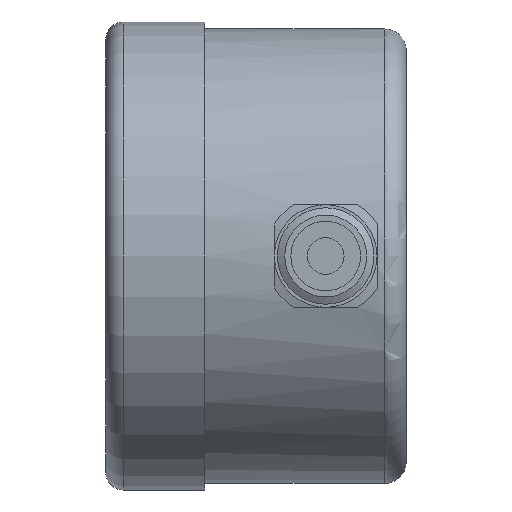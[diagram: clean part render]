
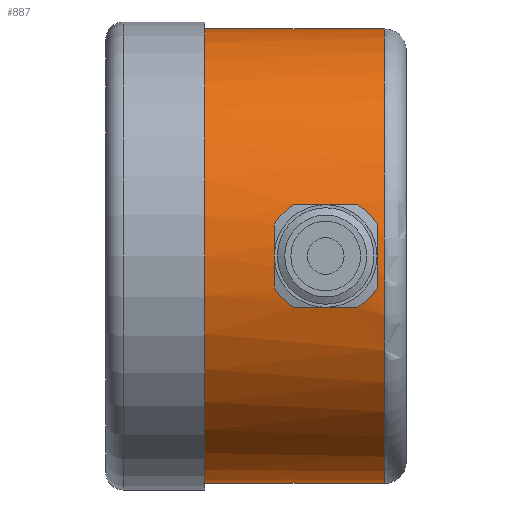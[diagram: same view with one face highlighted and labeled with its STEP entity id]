
A CAD part, left-side view. The second image highlights one B-rep face of the part: STEP entity #887.
In plain terms, the highlighted cylindrical face has radius 31 mm (diameter 62 mm), a full revolution.
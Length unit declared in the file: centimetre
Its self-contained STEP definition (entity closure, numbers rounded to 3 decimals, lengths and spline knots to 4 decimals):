
#68=B_SPLINE_CURVE_WITH_KNOTS('',3,(#1382,#1383,#1384,#1385,#1386,#1387),
 .UNSPECIFIED.,.F.,.F.,(4,2,4),(1.6906,1.8743,2.0581),
 .UNSPECIFIED.);
#69=B_SPLINE_CURVE_WITH_KNOTS('',3,(#1391,#1392,#1393,#1394,#1395,#1396),
 .UNSPECIFIED.,.F.,.F.,(4,2,4),(0.4411,0.6248,0.8086),
 .UNSPECIFIED.);
#70=B_SPLINE_CURVE_WITH_KNOTS('',3,(#1400,#1401,#1402,#1403,#1404,#1405),
 .UNSPECIFIED.,.F.,.F.,(4,2,4),(4.1897,4.3735,4.5573),
 .UNSPECIFIED.);
#71=B_SPLINE_CURVE_WITH_KNOTS('',3,(#1408,#1409,#1410,#1411,#1412,#1413),
 .UNSPECIFIED.,.F.,.F.,(4,2,4),(2.9402,3.124,3.3078),
 .UNSPECIFIED.);
#78=LINE('',#1380,#110);
#79=LINE('',#1398,#111);
#110=VECTOR('',#1088,0.8732);
#111=VECTOR('',#1091,0.8732);
#142=FACE_BOUND('',#224,.T.);
#143=FACE_BOUND('',#225,.T.);
#161=FACE_OUTER_BOUND('',#223,.T.);
#223=EDGE_LOOP('',(#570));
#224=EDGE_LOOP('',(#571));
#225=EDGE_LOOP('',(#572,#573,#574,#575,#576,#577,#578,#579));
#304=CIRCLE('',#952,3.1);
#305=CIRCLE('',#953,3.1);
#306=CIRCLE('',#954,3.1);
#307=CIRCLE('',#955,3.1);
#373=VERTEX_POINT('',#1374);
#374=VERTEX_POINT('',#1376);
#375=VERTEX_POINT('',#1378);
#376=VERTEX_POINT('',#1379);
#377=VERTEX_POINT('',#1381);
#378=VERTEX_POINT('',#1388);
#379=VERTEX_POINT('',#1390);
#380=VERTEX_POINT('',#1397);
#381=VERTEX_POINT('',#1399);
#382=VERTEX_POINT('',#1406);
#451=EDGE_CURVE('',#373,#373,#304,.T.);
#452=EDGE_CURVE('',#374,#374,#305,.T.);
#453=EDGE_CURVE('',#375,#376,#78,.T.);
#454=EDGE_CURVE('',#377,#375,#68,.T.);
#455=EDGE_CURVE('',#378,#377,#306,.T.);
#456=EDGE_CURVE('',#379,#378,#69,.T.);
#457=EDGE_CURVE('',#380,#379,#79,.T.);
#458=EDGE_CURVE('',#381,#380,#70,.T.);
#459=EDGE_CURVE('',#382,#381,#307,.T.);
#460=EDGE_CURVE('',#376,#382,#71,.T.);
#570=ORIENTED_EDGE('',*,*,#451,.F.);
#571=ORIENTED_EDGE('',*,*,#452,.T.);
#572=ORIENTED_EDGE('',*,*,#453,.F.);
#573=ORIENTED_EDGE('',*,*,#454,.F.);
#574=ORIENTED_EDGE('',*,*,#455,.F.);
#575=ORIENTED_EDGE('',*,*,#456,.F.);
#576=ORIENTED_EDGE('',*,*,#457,.F.);
#577=ORIENTED_EDGE('',*,*,#458,.F.);
#578=ORIENTED_EDGE('',*,*,#459,.F.);
#579=ORIENTED_EDGE('',*,*,#460,.F.);
#808=CYLINDRICAL_SURFACE('',#951,3.1);
#887=ADVANCED_FACE('',(#161,#142,#143),#808,.T.);
#951=AXIS2_PLACEMENT_3D('',#1373,#1082,#1083);
#952=AXIS2_PLACEMENT_3D('',#1375,#1084,#1085);
#953=AXIS2_PLACEMENT_3D('',#1377,#1086,#1087);
#954=AXIS2_PLACEMENT_3D('',#1389,#1089,#1090);
#955=AXIS2_PLACEMENT_3D('',#1407,#1092,#1093);
#1082=DIRECTION('center_axis',(0.,1.,0.));
#1083=DIRECTION('ref_axis',(0.,0.,-1.));
#1084=DIRECTION('center_axis',(0.,1.,0.));
#1085=DIRECTION('ref_axis',(0.,0.,-1.));
#1086=DIRECTION('center_axis',(0.,1.,0.));
#1087=DIRECTION('ref_axis',(0.,0.,-1.));
#1088=DIRECTION('',(0.,-1.,0.));
#1089=DIRECTION('center_axis',(0.,-1.,0.));
#1090=DIRECTION('ref_axis',(0.,0.,-1.));
#1091=DIRECTION('',(0.,1.,0.));
#1092=DIRECTION('center_axis',(0.,1.,0.));
#1093=DIRECTION('ref_axis',(0.,0.,-1.));
#1373=CARTESIAN_POINT('Origin',(11.93,0.64,0.));
#1374=CARTESIAN_POINT('',(11.93,1.8,3.1));
#1375=CARTESIAN_POINT('Origin',(11.93,1.8,0.));
#1376=CARTESIAN_POINT('',(11.93,-0.65,-3.1));
#1377=CARTESIAN_POINT('Origin',(11.93,-0.65,0.));
#1378=CARTESIAN_POINT('',(8.9101,0.5866,-0.7));
#1379=CARTESIAN_POINT('',(8.9101,-0.2866,-0.7));
#1380=CARTESIAN_POINT('',(8.9101,0.64,-0.7));
#1381=CARTESIAN_POINT('',(8.8609,0.85,-0.4366));
#1382=CARTESIAN_POINT('Ctrl Pts',(8.8609,0.85,-0.4366));
#1383=CARTESIAN_POINT('Ctrl Pts',(8.8686,0.8161,-0.4909));
#1384=CARTESIAN_POINT('Ctrl Pts',(8.8772,0.7763,-0.5404));
#1385=CARTESIAN_POINT('Ctrl Pts',(8.8936,0.6904,-0.6263));
#1386=CARTESIAN_POINT('Ctrl Pts',(8.9022,0.6409,-0.6661));
#1387=CARTESIAN_POINT('Ctrl Pts',(8.9101,0.5866,-0.7));
#1388=CARTESIAN_POINT('',(8.8609,0.85,0.4366));
#1389=CARTESIAN_POINT('Origin',(11.93,0.85,0.));
#1390=CARTESIAN_POINT('',(8.9101,0.5866,0.7));
#1391=CARTESIAN_POINT('Ctrl Pts',(8.9101,0.5866,0.7));
#1392=CARTESIAN_POINT('Ctrl Pts',(8.9022,0.6409,0.6661));
#1393=CARTESIAN_POINT('Ctrl Pts',(8.8936,0.6904,0.6263));
#1394=CARTESIAN_POINT('Ctrl Pts',(8.8772,0.7763,0.5404));
#1395=CARTESIAN_POINT('Ctrl Pts',(8.8686,0.8161,0.4909));
#1396=CARTESIAN_POINT('Ctrl Pts',(8.8609,0.85,0.4366));
#1397=CARTESIAN_POINT('',(8.9101,-0.2866,0.7));
#1398=CARTESIAN_POINT('',(8.9101,0.64,0.7));
#1399=CARTESIAN_POINT('',(8.8609,-0.55,0.4366));
#1400=CARTESIAN_POINT('Ctrl Pts',(8.8609,-0.55,0.4366));
#1401=CARTESIAN_POINT('Ctrl Pts',(8.8686,-0.5161,0.4909));
#1402=CARTESIAN_POINT('Ctrl Pts',(8.8772,-0.4763,0.5404));
#1403=CARTESIAN_POINT('Ctrl Pts',(8.8936,-0.3904,0.6263));
#1404=CARTESIAN_POINT('Ctrl Pts',(8.9022,-0.3409,0.6661));
#1405=CARTESIAN_POINT('Ctrl Pts',(8.9101,-0.2866,0.7));
#1406=CARTESIAN_POINT('',(8.8609,-0.55,-0.4366));
#1407=CARTESIAN_POINT('Origin',(11.93,-0.55,0.));
#1408=CARTESIAN_POINT('Ctrl Pts',(8.9101,-0.2866,-0.7));
#1409=CARTESIAN_POINT('Ctrl Pts',(8.9022,-0.3409,-0.6661));
#1410=CARTESIAN_POINT('Ctrl Pts',(8.8936,-0.3904,-0.6263));
#1411=CARTESIAN_POINT('Ctrl Pts',(8.8772,-0.4763,-0.5404));
#1412=CARTESIAN_POINT('Ctrl Pts',(8.8686,-0.5161,-0.4909));
#1413=CARTESIAN_POINT('Ctrl Pts',(8.8609,-0.55,-0.4366));
